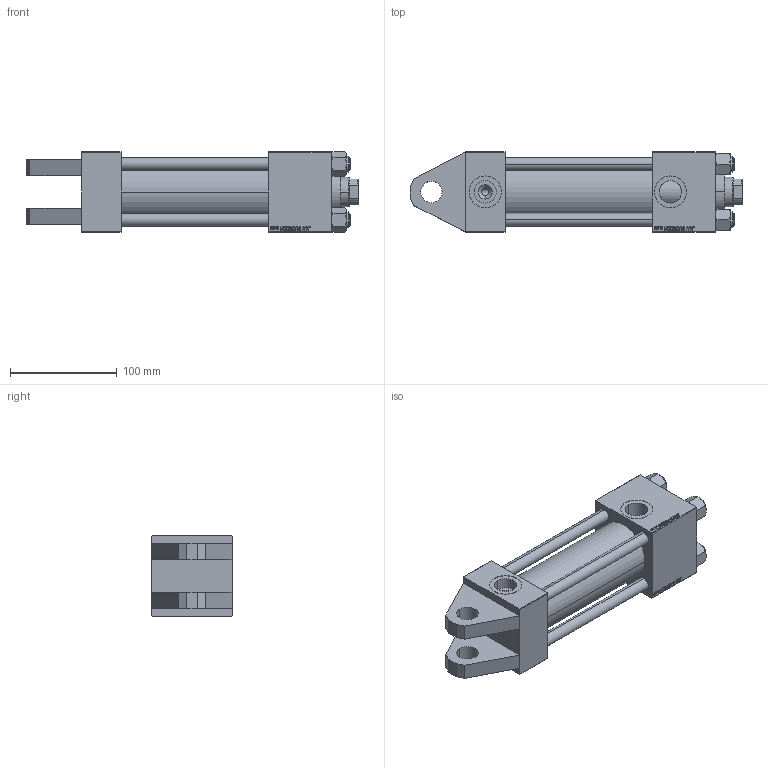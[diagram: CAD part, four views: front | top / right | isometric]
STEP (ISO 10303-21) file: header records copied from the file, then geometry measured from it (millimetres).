
FILE_DESCRIPTION (( 'STEP AP203' ), '1' );
FILE_NAME ('8457.STEP', '2022-04-15T09:50:47', ( '' ), ( '' ), 'SwSTEP 2.0', 'SolidWorks 2019', '' );
FILE_SCHEMA (( 'CONFIG_CONTROL_DESIGN' ));
Length unit declared in the file: millimetre
Products named in the file (6): 8457; V215CR_VCP_H 24ed8f95907ec04a8df573a7b7680371; V215CR_TYCINKA_H 24ed8f95907ec04a8df573a7b7680371; V215CR_H_Body 24ed8f95907ec04a8df573a7b7680371; NUT_M5_H 24ed8f95907ec04a8df573a7b7680371; V215_VC_A 24ed8f95907ec04a8df573a7b7680371
Assembly tree (11 placements, depth 2):
  8457
    V215CR_H_Body 24ed8f95907ec04a8df573a7b7680371
    V215CR_VCP_H 24ed8f95907ec04a8df573a7b7680371
    V215CR_TYCINKA_H 24ed8f95907ec04a8df573a7b7680371  x4
    NUT_M5_H 24ed8f95907ec04a8df573a7b7680371  x4
    V215_VC_A 24ed8f95907ec04a8df573a7b7680371
Bounding box: 311 x 75 x 75.54 mm (x, y, z)
Volume: 871708.4 mm3; surface area: 212253.6 mm2
Topology: 11 solids, 11 shells, 1137 faces, 2856 edges, 1849 vertices
Faces by surface type: plane 518, bspline 392, cone 132, cylinder 87, torus 8
Entity records: 49928 total; most frequent: CARTESIAN_POINT 27059, ORIENTED_EDGE 5196, DIRECTION 3250, EDGE_CURVE 2598, VERTEX_POINT 1705, VECTOR 1578, LINE 1578, EDGE_LOOP 1145
